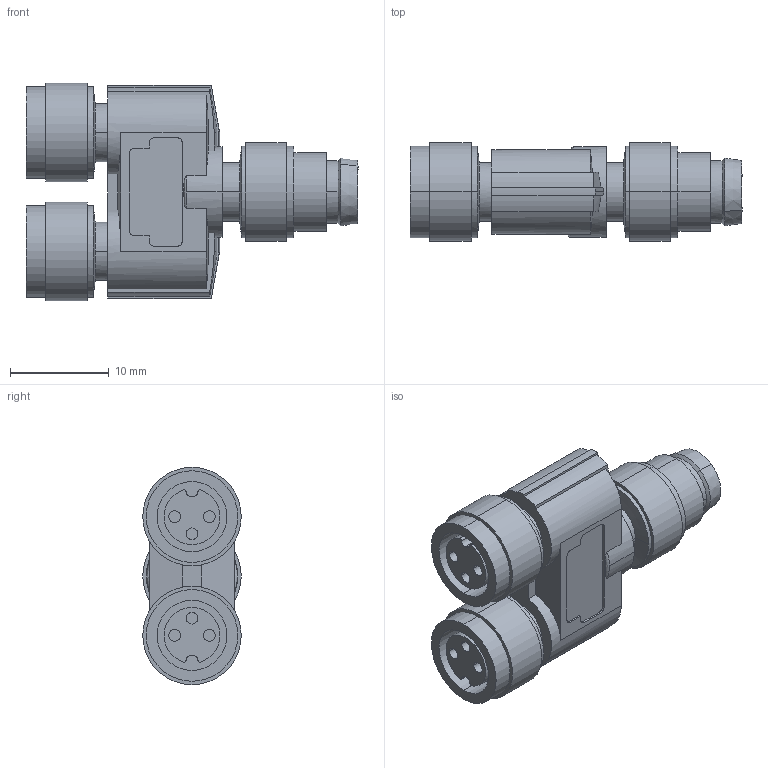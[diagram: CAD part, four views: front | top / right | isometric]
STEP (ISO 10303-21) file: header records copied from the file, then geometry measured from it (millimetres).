
FILE_DESCRIPTION(('SolidDesigner STEP Export'),'2;1');
FILE_NAME('1696183_SAC_3P_M8Y_2XM8FS-select.stp','2015-05-29T14:29:07',(''),(''),'Creo Elements/Direct Modeling STEP processor for AP214 (Solid Model)','Creo Elements/Direct Modeling 18.1B 29-Sep-2012 (C) Parametric Technology GmbH','');
FILE_SCHEMA(('AUTOMOTIVE_DESIGN { 1 0 10303 214 1 1 1 1 }'));
Length unit declared in the file: millimetre
Products named in the file (2): 1696183_SAC_3P_M8Y_2XM8FS-select
Assembly tree (1 placements, depth 2):
  1696183_SAC_3P_M8Y_2XM8FS-select
    1696183_SAC_3P_M8Y_2XM8FS-select
Bounding box: 33.7 x 10 x 22.06 mm (x, y, z)
Volume: 3237.5 mm3; surface area: 2813.6 mm2
Topology: 1 solids, 1 shells, 174 faces, 427 edges, 279 vertices
Faces by surface type: cylinder 84, plane 66, cone 22, torus 2
Entity records: 7478 total; most frequent: CARTESIAN_POINT 2100, ORIENTED_EDGE 846, DIRECTION 803, EDGE_CURVE 423, AXIS2_PLACEMENT_3D 302, VERTEX_POINT 279, EDGE_LOOP 202, VECTOR 199
